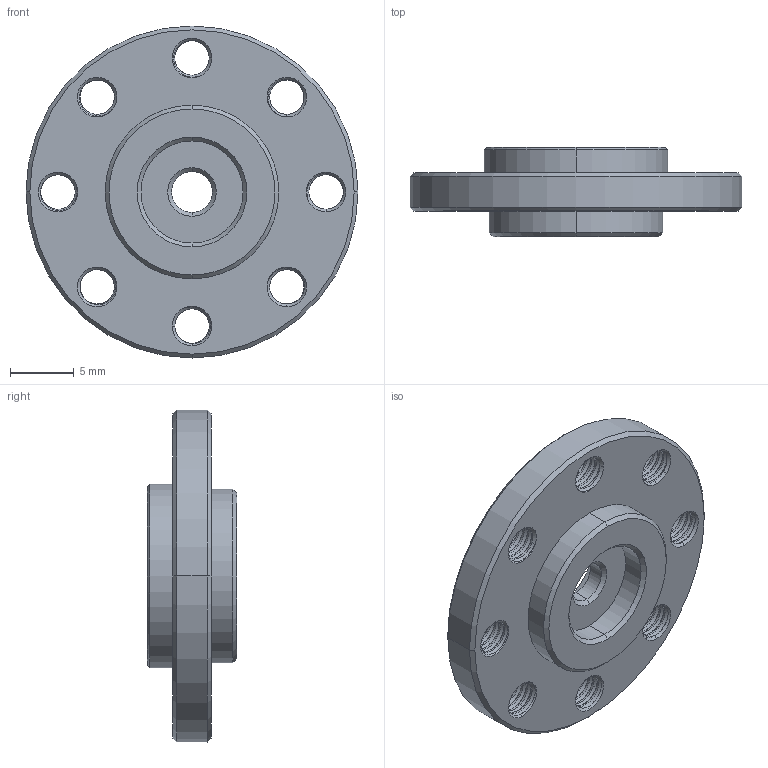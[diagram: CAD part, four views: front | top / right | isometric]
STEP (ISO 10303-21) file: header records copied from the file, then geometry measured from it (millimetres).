
FILE_DESCRIPTION (( 'STEP AP203' ), '1' );
FILE_NAME ('ｻｪﾜｰｾｩ 100kgｶ貊弴ｱｶ貲ﾌ - 3D.STEP', '2024-04-25T02:06:43', ( 'Windows ﾓﾃｻｧ' ), ( '' ), 'SwSTEP 2.0', 'SolidWorks 2021', '' );
FILE_SCHEMA (( 'CONFIG_CONTROL_DESIGN' ));
Length unit declared in the file: millimetre
Products named in the file (1): 华馨京 100kg舵机副舵盘 - 3D
Bounding box: 26 x 7 x 26 mm (x, y, z)
Volume: 1522.7 mm3; surface area: 1793.8 mm2
Topology: 1 solids, 1 shells, 209 faces, 584 edges, 382 vertices
Faces by surface type: cylinder 96, cone 58, bspline 48, plane 7
Entity records: 14685 total; most frequent: CARTESIAN_POINT 9849, ORIENTED_EDGE 1168, DIRECTION 720, EDGE_CURVE 584, VERTEX_POINT 382, B_SPLINE_CURVE_WITH_KNOTS 311, AXIS2_PLACEMENT_3D 285, EDGE_LOOP 232
